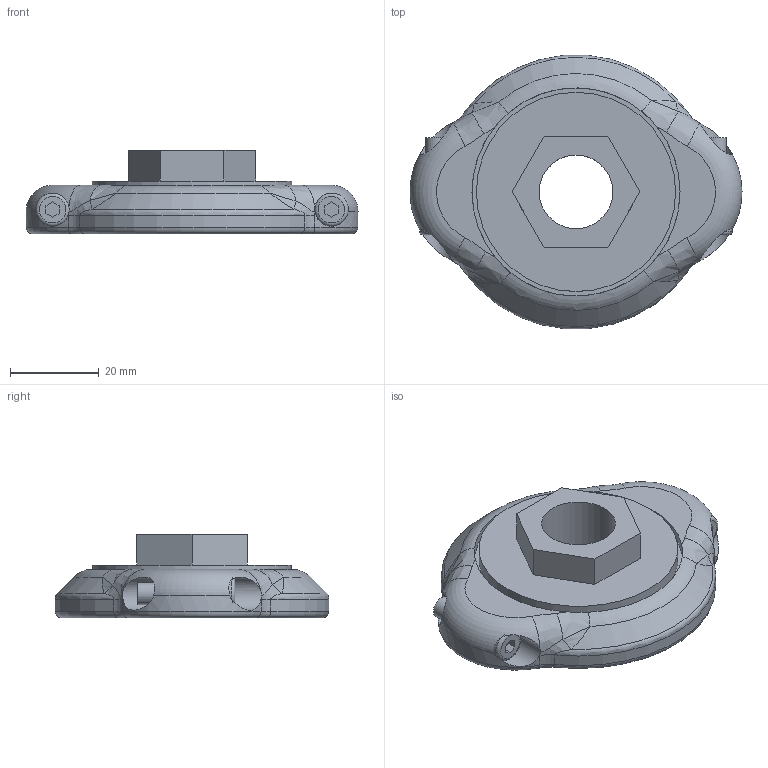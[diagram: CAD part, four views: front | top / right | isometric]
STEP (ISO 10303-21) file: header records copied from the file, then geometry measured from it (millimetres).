
FILE_DESCRIPTION((''),'2;1');
FILE_NAME('','2001-09-26T16:14:13+00:00',('Andreas Norlén'),( 'PIAB AB'),'','SolidEdge','');
FILE_SCHEMA(('CONFIG_CONTROL_DESIGN'));
Length unit declared in the file: millimetre
Products named in the file (1): 0103011
Bounding box: 75 x 61.78 x 18.95 mm (x, y, z)
Volume: 29234.2 mm3; surface area: 12630.6 mm2
Topology: 1 solids, 1 shells, 92 faces, 218 edges, 137 vertices
Faces by surface type: plane 35, cylinder 22, torus 17, bspline 16, cone 2
Full cylindrical faces by diameter (mm): 5 x2, 7.5 x2, 16.66 x1, 25 x1, 45 x1, 47 x1, 50 x1, 55 x1
Entity records: 6968 total; most frequent: CARTESIAN_POINT 4963, ORIENTED_EDGE 396, DIRECTION 374, EDGE_CURVE 198, AXIS2_PLACEMENT_3D 156, VERTEX_POINT 130, EDGE_LOOP 116, ADVANCED_FACE 92
